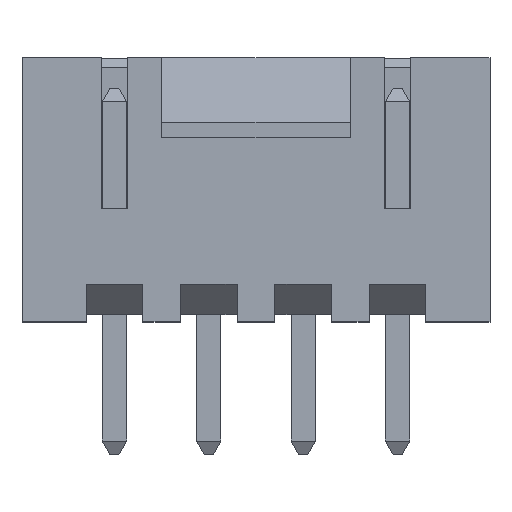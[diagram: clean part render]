
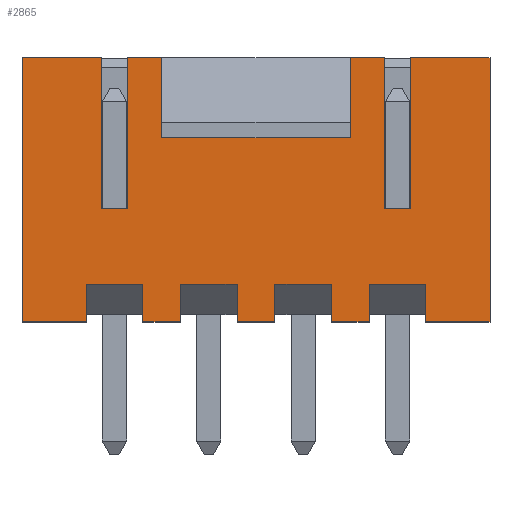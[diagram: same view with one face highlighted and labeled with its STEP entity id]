
A CAD part, top view. The second image highlights one B-rep face of the part: STEP entity #2865.
In plain terms, the highlighted planar face has unit normal (0, 0, 1).
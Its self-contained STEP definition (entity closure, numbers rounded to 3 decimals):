
#37=DIRECTION('',(1.,0.,0.));
#38=VECTOR('',#37,1.7);
#39=CARTESIAN_POINT('',(-6.2,0.,2.9));
#40=LINE('',#39,#38);
#65=DIRECTION('',(1.,0.,0.));
#66=VECTOR('',#65,1.);
#67=CARTESIAN_POINT('',(-3.,0.,2.9));
#68=LINE('',#67,#66);
#93=DIRECTION('',(1.,0.,0.));
#94=VECTOR('',#93,1.);
#95=CARTESIAN_POINT('',(-0.5,0.,2.9));
#96=LINE('',#95,#94);
#121=DIRECTION('',(1.,0.,0.));
#122=VECTOR('',#121,1.);
#123=CARTESIAN_POINT('',(2.,0.,2.9));
#124=LINE('',#123,#122);
#135=DIRECTION('',(1.,0.,0.));
#136=VECTOR('',#135,1.7);
#137=CARTESIAN_POINT('',(4.5,0.,2.9));
#138=LINE('',#137,#136);
#184=DIRECTION('',(0.,-1.,0.));
#185=VECTOR('',#184,2.);
#186=CARTESIAN_POINT('',(-2.5,7.,2.9));
#187=LINE('',#186,#185);
#191=DIRECTION('',(1.,0.,0.));
#192=VECTOR('',#191,5.);
#193=CARTESIAN_POINT('',(-2.5,5.,2.9));
#194=LINE('',#193,#192);
#198=DIRECTION('',(0.,-1.,0.));
#199=VECTOR('',#198,2.);
#200=CARTESIAN_POINT('',(2.5,7.,2.9));
#201=LINE('',#200,#199);
#205=DIRECTION('',(0.,-1.,0.));
#206=VECTOR('',#205,4.);
#207=CARTESIAN_POINT('',(3.4,7.,2.9));
#208=LINE('',#207,#206);
#212=DIRECTION('',(1.,0.,0.));
#213=VECTOR('',#212,0.7);
#214=CARTESIAN_POINT('',(3.4,3.,2.9));
#215=LINE('',#214,#213);
#219=DIRECTION('',(0.,-1.,0.));
#220=VECTOR('',#219,4.);
#221=CARTESIAN_POINT('',(4.1,7.,2.9));
#222=LINE('',#221,#220);
#226=DIRECTION('',(0.,1.,0.));
#227=VECTOR('',#226,1.);
#228=CARTESIAN_POINT('',(4.5,0.,2.9));
#229=LINE('',#228,#227);
#233=DIRECTION('',(1.,0.,0.));
#234=VECTOR('',#233,1.5);
#235=CARTESIAN_POINT('',(3.,1.,2.9));
#236=LINE('',#235,#234);
#240=DIRECTION('',(0.,1.,0.));
#241=VECTOR('',#240,1.);
#242=CARTESIAN_POINT('',(3.,0.,2.9));
#243=LINE('',#242,#241);
#247=DIRECTION('',(0.,1.,0.));
#248=VECTOR('',#247,1.);
#249=CARTESIAN_POINT('',(2.,0.,2.9));
#250=LINE('',#249,#248);
#254=DIRECTION('',(1.,0.,0.));
#255=VECTOR('',#254,1.5);
#256=CARTESIAN_POINT('',(0.5,1.,2.9));
#257=LINE('',#256,#255);
#261=DIRECTION('',(0.,1.,0.));
#262=VECTOR('',#261,1.);
#263=CARTESIAN_POINT('',(0.5,0.,2.9));
#264=LINE('',#263,#262);
#268=DIRECTION('',(0.,1.,0.));
#269=VECTOR('',#268,1.);
#270=CARTESIAN_POINT('',(-0.5,0.,2.9));
#271=LINE('',#270,#269);
#275=DIRECTION('',(1.,0.,0.));
#276=VECTOR('',#275,1.5);
#277=CARTESIAN_POINT('',(-2.,1.,2.9));
#278=LINE('',#277,#276);
#282=DIRECTION('',(0.,1.,0.));
#283=VECTOR('',#282,1.);
#284=CARTESIAN_POINT('',(-2.,0.,2.9));
#285=LINE('',#284,#283);
#289=DIRECTION('',(0.,1.,0.));
#290=VECTOR('',#289,1.);
#291=CARTESIAN_POINT('',(-3.,0.,2.9));
#292=LINE('',#291,#290);
#296=DIRECTION('',(1.,0.,0.));
#297=VECTOR('',#296,1.5);
#298=CARTESIAN_POINT('',(-4.5,1.,2.9));
#299=LINE('',#298,#297);
#303=DIRECTION('',(0.,1.,0.));
#304=VECTOR('',#303,1.);
#305=CARTESIAN_POINT('',(-4.5,0.,2.9));
#306=LINE('',#305,#304);
#310=DIRECTION('',(0.,1.,0.));
#311=VECTOR('',#310,7.);
#312=CARTESIAN_POINT('',(-6.2,0.,2.9));
#313=LINE('',#312,#311);
#317=DIRECTION('',(0.,1.,0.));
#318=VECTOR('',#317,4.);
#319=CARTESIAN_POINT('',(-4.1,3.,2.9));
#320=LINE('',#319,#318);
#324=DIRECTION('',(1.,0.,0.));
#325=VECTOR('',#324,0.7);
#326=CARTESIAN_POINT('',(-4.1,3.,2.9));
#327=LINE('',#326,#325);
#331=DIRECTION('',(0.,1.,0.));
#332=VECTOR('',#331,4.);
#333=CARTESIAN_POINT('',(-3.4,3.,2.9));
#334=LINE('',#333,#332);
#373=DIRECTION('',(1.,0.,0.));
#374=VECTOR('',#373,2.1);
#375=CARTESIAN_POINT('',(-6.2,7.,2.9));
#376=LINE('',#375,#374);
#401=DIRECTION('',(1.,0.,0.));
#402=VECTOR('',#401,2.1);
#403=CARTESIAN_POINT('',(4.1,7.,2.9));
#404=LINE('',#403,#402);
#443=DIRECTION('',(1.,0.,0.));
#444=VECTOR('',#443,0.9);
#445=CARTESIAN_POINT('',(-3.4,7.,2.9));
#446=LINE('',#445,#444);
#471=DIRECTION('',(1.,0.,0.));
#472=VECTOR('',#471,0.9);
#473=CARTESIAN_POINT('',(2.5,7.,2.9));
#474=LINE('',#473,#472);
#1549=DIRECTION('',(0.,1.,0.));
#1550=VECTOR('',#1549,7.);
#1551=CARTESIAN_POINT('',(6.2,0.,2.9));
#1552=LINE('',#1551,#1550);
#2292=CARTESIAN_POINT('',(-6.2,7.,2.9));
#2294=VERTEX_POINT('',#2292);
#2295=CARTESIAN_POINT('',(6.2,7.,2.9));
#2297=VERTEX_POINT('',#2295);
#2299=CARTESIAN_POINT('',(-6.2,0.,2.9));
#2300=VERTEX_POINT('',#2299);
#2301=CARTESIAN_POINT('',(6.2,0.,2.9));
#2302=VERTEX_POINT('',#2301);
#2311=CARTESIAN_POINT('',(-3.4,3.,2.9));
#2312=CARTESIAN_POINT('',(-3.4,7.,2.9));
#2313=VERTEX_POINT('',#2311);
#2314=VERTEX_POINT('',#2312);
#2315=CARTESIAN_POINT('',(-4.1,3.,2.9));
#2316=CARTESIAN_POINT('',(-4.1,7.,2.9));
#2317=VERTEX_POINT('',#2315);
#2318=VERTEX_POINT('',#2316);
#2343=CARTESIAN_POINT('',(-4.5,0.,2.9));
#2345=VERTEX_POINT('',#2343);
#2347=CARTESIAN_POINT('',(-3.,0.,2.9));
#2349=VERTEX_POINT('',#2347);
#2351=CARTESIAN_POINT('',(-4.5,1.,2.9));
#2352=VERTEX_POINT('',#2351);
#2353=CARTESIAN_POINT('',(-3.,1.,2.9));
#2354=VERTEX_POINT('',#2353);
#2415=CARTESIAN_POINT('',(-2.,0.,2.9));
#2417=VERTEX_POINT('',#2415);
#2419=CARTESIAN_POINT('',(-0.5,0.,2.9));
#2421=VERTEX_POINT('',#2419);
#2423=CARTESIAN_POINT('',(-2.,1.,2.9));
#2424=VERTEX_POINT('',#2423);
#2425=CARTESIAN_POINT('',(-0.5,1.,2.9));
#2426=VERTEX_POINT('',#2425);
#2475=CARTESIAN_POINT('',(3.4,3.,2.9));
#2476=CARTESIAN_POINT('',(4.1,3.,2.9));
#2477=VERTEX_POINT('',#2475);
#2478=VERTEX_POINT('',#2476);
#2479=CARTESIAN_POINT('',(3.4,7.,2.9));
#2480=VERTEX_POINT('',#2479);
#2481=CARTESIAN_POINT('',(4.1,7.,2.9));
#2482=VERTEX_POINT('',#2481);
#2539=CARTESIAN_POINT('',(-2.5,7.,2.9));
#2540=CARTESIAN_POINT('',(2.5,7.,2.9));
#2541=VERTEX_POINT('',#2539);
#2542=VERTEX_POINT('',#2540);
#2543=CARTESIAN_POINT('',(-2.5,5.,2.9));
#2544=VERTEX_POINT('',#2543);
#2545=CARTESIAN_POINT('',(2.5,5.,2.9));
#2546=VERTEX_POINT('',#2545);
#2559=CARTESIAN_POINT('',(0.5,0.,2.9));
#2561=VERTEX_POINT('',#2559);
#2563=CARTESIAN_POINT('',(2.,0.,2.9));
#2565=VERTEX_POINT('',#2563);
#2567=CARTESIAN_POINT('',(0.5,1.,2.9));
#2568=VERTEX_POINT('',#2567);
#2569=CARTESIAN_POINT('',(2.,1.,2.9));
#2570=VERTEX_POINT('',#2569);
#2635=CARTESIAN_POINT('',(3.,0.,2.9));
#2637=VERTEX_POINT('',#2635);
#2639=CARTESIAN_POINT('',(4.5,0.,2.9));
#2641=VERTEX_POINT('',#2639);
#2643=CARTESIAN_POINT('',(3.,1.,2.9));
#2644=VERTEX_POINT('',#2643);
#2645=CARTESIAN_POINT('',(4.5,1.,2.9));
#2646=VERTEX_POINT('',#2645);
#2800=CARTESIAN_POINT('',(-6.2,0.,2.9));
#2801=DIRECTION('',(0.,0.,1.));
#2802=DIRECTION('',(1.,0.,0.));
#2803=AXIS2_PLACEMENT_3D('',#2800,#2801,#2802);
#2804=PLANE('',#2803);
#2806=ORIENTED_EDGE('',*,*,#2805,.T.);
#2808=ORIENTED_EDGE('',*,*,#2807,.T.);
#2810=ORIENTED_EDGE('',*,*,#2809,.F.);
#2812=ORIENTED_EDGE('',*,*,#2811,.T.);
#2814=ORIENTED_EDGE('',*,*,#2813,.T.);
#2816=ORIENTED_EDGE('',*,*,#2815,.T.);
#2818=ORIENTED_EDGE('',*,*,#2817,.F.);
#2820=ORIENTED_EDGE('',*,*,#2819,.T.);
#2822=ORIENTED_EDGE('',*,*,#2821,.F.);
#2823=ORIENTED_EDGE('',*,*,#2770,.F.);
#2825=ORIENTED_EDGE('',*,*,#2824,.T.);
#2827=ORIENTED_EDGE('',*,*,#2826,.F.);
#2829=ORIENTED_EDGE('',*,*,#2828,.F.);
#2830=ORIENTED_EDGE('',*,*,#2758,.F.);
#2832=ORIENTED_EDGE('',*,*,#2831,.T.);
#2834=ORIENTED_EDGE('',*,*,#2833,.F.);
#2836=ORIENTED_EDGE('',*,*,#2835,.F.);
#2837=ORIENTED_EDGE('',*,*,#2742,.F.);
#2839=ORIENTED_EDGE('',*,*,#2838,.T.);
#2841=ORIENTED_EDGE('',*,*,#2840,.F.);
#2843=ORIENTED_EDGE('',*,*,#2842,.F.);
#2844=ORIENTED_EDGE('',*,*,#2726,.F.);
#2846=ORIENTED_EDGE('',*,*,#2845,.T.);
#2848=ORIENTED_EDGE('',*,*,#2847,.F.);
#2849=ORIENTED_EDGE('',*,*,#2785,.F.);
#2850=ORIENTED_EDGE('',*,*,#2710,.F.);
#2852=ORIENTED_EDGE('',*,*,#2851,.T.);
#2854=ORIENTED_EDGE('',*,*,#2853,.T.);
#2856=ORIENTED_EDGE('',*,*,#2855,.F.);
#2858=ORIENTED_EDGE('',*,*,#2857,.T.);
#2860=ORIENTED_EDGE('',*,*,#2859,.T.);
#2862=ORIENTED_EDGE('',*,*,#2861,.T.);
#2863=EDGE_LOOP('',(#2806,#2808,#2810,#2812,#2814,#2816,#2818,#2820,#2822,#2823,
#2825,#2827,#2829,#2830,#2832,#2834,#2836,#2837,#2839,#2841,#2843,#2844,#2846,
#2848,#2849,#2850,#2852,#2854,#2856,#2858,#2860,#2862));
#2864=FACE_OUTER_BOUND('',#2863,.F.);
#2865=ADVANCED_FACE('',(#2864),#2804,.T.);
#2710=EDGE_CURVE('',#2300,#2345,#40,.T.);
#2726=EDGE_CURVE('',#2349,#2417,#68,.T.);
#2742=EDGE_CURVE('',#2421,#2561,#96,.T.);
#2758=EDGE_CURVE('',#2565,#2637,#124,.T.);
#2770=EDGE_CURVE('',#2641,#2302,#138,.T.);
#2785=EDGE_CURVE('',#2345,#2352,#306,.T.);
#2805=EDGE_CURVE('',#2541,#2544,#187,.T.);
#2807=EDGE_CURVE('',#2544,#2546,#194,.T.);
#2809=EDGE_CURVE('',#2542,#2546,#201,.T.);
#2811=EDGE_CURVE('',#2542,#2480,#474,.T.);
#2813=EDGE_CURVE('',#2480,#2477,#208,.T.);
#2815=EDGE_CURVE('',#2477,#2478,#215,.T.);
#2817=EDGE_CURVE('',#2482,#2478,#222,.T.);
#2819=EDGE_CURVE('',#2482,#2297,#404,.T.);
#2821=EDGE_CURVE('',#2302,#2297,#1552,.T.);
#2824=EDGE_CURVE('',#2641,#2646,#229,.T.);
#2826=EDGE_CURVE('',#2644,#2646,#236,.T.);
#2828=EDGE_CURVE('',#2637,#2644,#243,.T.);
#2831=EDGE_CURVE('',#2565,#2570,#250,.T.);
#2833=EDGE_CURVE('',#2568,#2570,#257,.T.);
#2835=EDGE_CURVE('',#2561,#2568,#264,.T.);
#2838=EDGE_CURVE('',#2421,#2426,#271,.T.);
#2840=EDGE_CURVE('',#2424,#2426,#278,.T.);
#2842=EDGE_CURVE('',#2417,#2424,#285,.T.);
#2845=EDGE_CURVE('',#2349,#2354,#292,.T.);
#2847=EDGE_CURVE('',#2352,#2354,#299,.T.);
#2851=EDGE_CURVE('',#2300,#2294,#313,.T.);
#2853=EDGE_CURVE('',#2294,#2318,#376,.T.);
#2855=EDGE_CURVE('',#2317,#2318,#320,.T.);
#2857=EDGE_CURVE('',#2317,#2313,#327,.T.);
#2859=EDGE_CURVE('',#2313,#2314,#334,.T.);
#2861=EDGE_CURVE('',#2314,#2541,#446,.T.);
